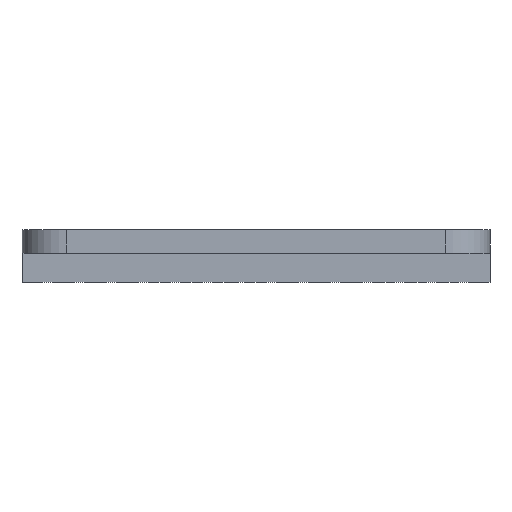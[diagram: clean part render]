
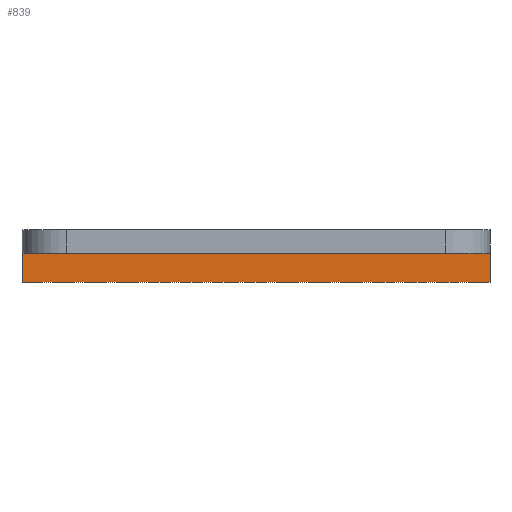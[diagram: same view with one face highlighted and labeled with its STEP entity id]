
A CAD part, left-side view. The second image highlights one B-rep face of the part: STEP entity #839.
In plain terms, the highlighted planar face has unit normal (-1, 0, 0).
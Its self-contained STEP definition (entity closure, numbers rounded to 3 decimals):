
#44 = PLANE('',#45);
#45 = AXIS2_PLACEMENT_3D('',#46,#47,#48);
#46 = CARTESIAN_POINT('',(20.,0.,2.384));
#47 = DIRECTION('',(-0.,-1.,0.));
#48 = DIRECTION('',(0.,0.,-1.));
#100 = PLANE('',#101);
#101 = AXIS2_PLACEMENT_3D('',#102,#103,#104);
#102 = CARTESIAN_POINT('',(20.,40.25,2.384));
#103 = DIRECTION('',(0.,1.,0.));
#104 = DIRECTION('',(0.,0.,1.));
#476 = VERTEX_POINT('',#477);
#477 = CARTESIAN_POINT('',(-2.,40.25,0.));
#491 = PLANE('',#492);
#492 = AXIS2_PLACEMENT_3D('',#493,#494,#495);
#493 = CARTESIAN_POINT('',(-1.,20.125,0.));
#494 = DIRECTION('',(-0.,-0.,-1.));
#495 = DIRECTION('',(-1.,0.,0.));
#503 = EDGE_CURVE('',#504,#476,#506,.T.);
#504 = VERTEX_POINT('',#505);
#505 = CARTESIAN_POINT('',(-2.,40.25,2.5));
#506 = SURFACE_CURVE('',#507,(#511,#518),.PCURVE_S1.);
#507 = LINE('',#508,#509);
#508 = CARTESIAN_POINT('',(-2.,40.25,2.5));
#509 = VECTOR('',#510,1.);
#510 = DIRECTION('',(0.,0.,-1.));
#511 = PCURVE('',#100,#512);
#512 = DEFINITIONAL_REPRESENTATION('',(#513),#517);
#513 = LINE('',#514,#515);
#514 = CARTESIAN_POINT('',(0.116,-22.));
#515 = VECTOR('',#516,1.);
#516 = DIRECTION('',(-1.,-0.));
#517 = ( GEOMETRIC_REPRESENTATION_CONTEXT(2) 
PARAMETRIC_REPRESENTATION_CONTEXT() REPRESENTATION_CONTEXT('2D SPACE',''
  ) );
#518 = PCURVE('',#519,#524);
#519 = PLANE('',#520);
#520 = AXIS2_PLACEMENT_3D('',#521,#522,#523);
#521 = CARTESIAN_POINT('',(-2.,0.,2.5));
#522 = DIRECTION('',(1.,0.,0.));
#523 = DIRECTION('',(0.,1.,0.));
#524 = DEFINITIONAL_REPRESENTATION('',(#525),#529);
#525 = LINE('',#526,#527);
#526 = CARTESIAN_POINT('',(40.25,0.));
#527 = VECTOR('',#528,1.);
#528 = DIRECTION('',(0.,-1.));
#529 = ( GEOMETRIC_REPRESENTATION_CONTEXT(2) 
PARAMETRIC_REPRESENTATION_CONTEXT() REPRESENTATION_CONTEXT('2D SPACE',''
  ) );
#547 = PLANE('',#548);
#548 = AXIS2_PLACEMENT_3D('',#549,#550,#551);
#549 = CARTESIAN_POINT('',(-5.342,20.125,2.5));
#550 = DIRECTION('',(0.,0.,-1.));
#551 = DIRECTION('',(-1.,0.,0.));
#839 = ADVANCED_FACE('',(#840),#519,.F.);
#840 = FACE_BOUND('',#841,.F.);
#841 = EDGE_LOOP('',(#842,#867,#888,#889));
#842 = ORIENTED_EDGE('',*,*,#843,.T.);
#843 = EDGE_CURVE('',#844,#846,#848,.T.);
#844 = VERTEX_POINT('',#845);
#845 = CARTESIAN_POINT('',(-2.,0.,2.5));
#846 = VERTEX_POINT('',#847);
#847 = CARTESIAN_POINT('',(-2.,0.,0.));
#848 = SURFACE_CURVE('',#849,(#853,#860),.PCURVE_S1.);
#849 = LINE('',#850,#851);
#850 = CARTESIAN_POINT('',(-2.,0.,2.5));
#851 = VECTOR('',#852,1.);
#852 = DIRECTION('',(0.,0.,-1.));
#853 = PCURVE('',#519,#854);
#854 = DEFINITIONAL_REPRESENTATION('',(#855),#859);
#855 = LINE('',#856,#857);
#856 = CARTESIAN_POINT('',(0.,0.));
#857 = VECTOR('',#858,1.);
#858 = DIRECTION('',(0.,-1.));
#859 = ( GEOMETRIC_REPRESENTATION_CONTEXT(2) 
PARAMETRIC_REPRESENTATION_CONTEXT() REPRESENTATION_CONTEXT('2D SPACE',''
  ) );
#860 = PCURVE('',#44,#861);
#861 = DEFINITIONAL_REPRESENTATION('',(#862),#866);
#862 = LINE('',#863,#864);
#863 = CARTESIAN_POINT('',(-0.116,-22.));
#864 = VECTOR('',#865,1.);
#865 = DIRECTION('',(1.,0.));
#866 = ( GEOMETRIC_REPRESENTATION_CONTEXT(2) 
PARAMETRIC_REPRESENTATION_CONTEXT() REPRESENTATION_CONTEXT('2D SPACE',''
  ) );
#867 = ORIENTED_EDGE('',*,*,#868,.T.);
#868 = EDGE_CURVE('',#846,#476,#869,.T.);
#869 = SURFACE_CURVE('',#870,(#874,#881),.PCURVE_S1.);
#870 = LINE('',#871,#872);
#871 = CARTESIAN_POINT('',(-2.,0.,0.));
#872 = VECTOR('',#873,1.);
#873 = DIRECTION('',(0.,1.,0.));
#874 = PCURVE('',#519,#875);
#875 = DEFINITIONAL_REPRESENTATION('',(#876),#880);
#876 = LINE('',#877,#878);
#877 = CARTESIAN_POINT('',(0.,-2.5));
#878 = VECTOR('',#879,1.);
#879 = DIRECTION('',(1.,0.));
#880 = ( GEOMETRIC_REPRESENTATION_CONTEXT(2) 
PARAMETRIC_REPRESENTATION_CONTEXT() REPRESENTATION_CONTEXT('2D SPACE',''
  ) );
#881 = PCURVE('',#491,#882);
#882 = DEFINITIONAL_REPRESENTATION('',(#883),#887);
#883 = LINE('',#884,#885);
#884 = CARTESIAN_POINT('',(1.,-20.125));
#885 = VECTOR('',#886,1.);
#886 = DIRECTION('',(0.,1.));
#887 = ( GEOMETRIC_REPRESENTATION_CONTEXT(2) 
PARAMETRIC_REPRESENTATION_CONTEXT() REPRESENTATION_CONTEXT('2D SPACE',''
  ) );
#888 = ORIENTED_EDGE('',*,*,#503,.F.);
#889 = ORIENTED_EDGE('',*,*,#890,.F.);
#890 = EDGE_CURVE('',#844,#504,#891,.T.);
#891 = SURFACE_CURVE('',#892,(#896,#903),.PCURVE_S1.);
#892 = LINE('',#893,#894);
#893 = CARTESIAN_POINT('',(-2.,0.,2.5));
#894 = VECTOR('',#895,1.);
#895 = DIRECTION('',(0.,1.,0.));
#896 = PCURVE('',#519,#897);
#897 = DEFINITIONAL_REPRESENTATION('',(#898),#902);
#898 = LINE('',#899,#900);
#899 = CARTESIAN_POINT('',(0.,0.));
#900 = VECTOR('',#901,1.);
#901 = DIRECTION('',(1.,0.));
#902 = ( GEOMETRIC_REPRESENTATION_CONTEXT(2) 
PARAMETRIC_REPRESENTATION_CONTEXT() REPRESENTATION_CONTEXT('2D SPACE',''
  ) );
#903 = PCURVE('',#547,#904);
#904 = DEFINITIONAL_REPRESENTATION('',(#905),#909);
#905 = LINE('',#906,#907);
#906 = CARTESIAN_POINT('',(-3.342,-20.125));
#907 = VECTOR('',#908,1.);
#908 = DIRECTION('',(0.,1.));
#909 = ( GEOMETRIC_REPRESENTATION_CONTEXT(2) 
PARAMETRIC_REPRESENTATION_CONTEXT() REPRESENTATION_CONTEXT('2D SPACE',''
  ) );
